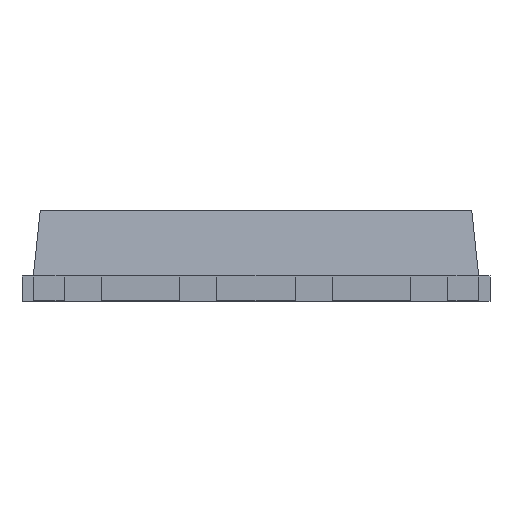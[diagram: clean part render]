
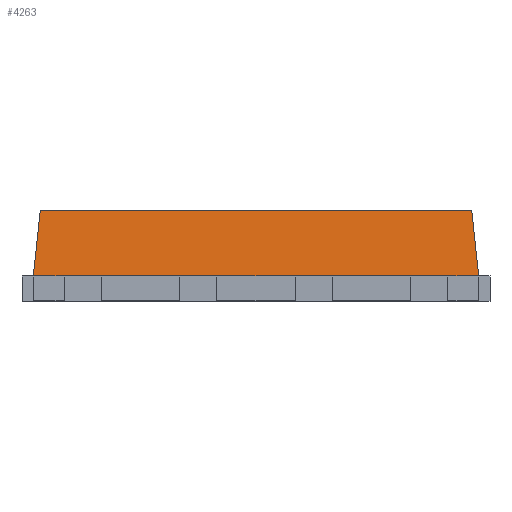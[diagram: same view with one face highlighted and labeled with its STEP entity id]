
A CAD part, front view. The second image highlights one B-rep face of the part: STEP entity #4263.
In plain terms, the highlighted planar face has unit normal (0, -0.995, 0.104).
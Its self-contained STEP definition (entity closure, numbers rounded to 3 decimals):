
#429=FACE_OUTER_BOUND('',#672,.T.);
#672=EDGE_LOOP('',(#3414,#3415,#3416,#3417,#3418,#3419,#3420,#3421,#3422,
#3423,#3424,#3425));
#988=LINE('',#7151,#1419);
#1000=LINE('',#7178,#1431);
#1004=LINE('',#7186,#1435);
#1005=LINE('',#7189,#1436);
#1006=LINE('',#7191,#1437);
#1007=LINE('',#7193,#1438);
#1008=LINE('',#7195,#1439);
#1009=LINE('',#7197,#1440);
#1010=LINE('',#7199,#1441);
#1011=LINE('',#7201,#1442);
#1012=LINE('',#7203,#1443);
#1013=LINE('',#7204,#1444);
#1419=VECTOR('',#4903,10.);
#1431=VECTOR('',#4927,10.);
#1435=VECTOR('',#4933,10.);
#1436=VECTOR('',#4936,10.);
#1437=VECTOR('',#4937,10.);
#1438=VECTOR('',#4938,10.);
#1439=VECTOR('',#4939,10.);
#1440=VECTOR('',#4940,10.);
#1441=VECTOR('',#4941,10.);
#1442=VECTOR('',#4942,10.);
#1443=VECTOR('',#4943,10.);
#1444=VECTOR('',#4944,10.);
#1875=VERTEX_POINT('',#7148);
#1876=VERTEX_POINT('',#7150);
#1883=VERTEX_POINT('',#7172);
#1888=VERTEX_POINT('',#7184);
#1889=VERTEX_POINT('',#7188);
#1890=VERTEX_POINT('',#7190);
#1891=VERTEX_POINT('',#7192);
#1892=VERTEX_POINT('',#7194);
#1893=VERTEX_POINT('',#7196);
#1894=VERTEX_POINT('',#7198);
#1895=VERTEX_POINT('',#7200);
#1896=VERTEX_POINT('',#7202);
#2398=EDGE_CURVE('',#1876,#1875,#988,.T.);
#2410=EDGE_CURVE('',#1883,#1876,#1000,.T.);
#2414=EDGE_CURVE('',#1888,#1875,#1004,.T.);
#2415=EDGE_CURVE('',#1888,#1889,#1005,.T.);
#2416=EDGE_CURVE('',#1889,#1890,#1006,.T.);
#2417=EDGE_CURVE('',#1890,#1891,#1007,.T.);
#2418=EDGE_CURVE('',#1891,#1892,#1008,.T.);
#2419=EDGE_CURVE('',#1892,#1893,#1009,.T.);
#2420=EDGE_CURVE('',#1893,#1894,#1010,.T.);
#2421=EDGE_CURVE('',#1894,#1895,#1011,.T.);
#2422=EDGE_CURVE('',#1895,#1896,#1012,.T.);
#2423=EDGE_CURVE('',#1896,#1883,#1013,.T.);
#3414=ORIENTED_EDGE('',*,*,#2398,.T.);
#3415=ORIENTED_EDGE('',*,*,#2414,.F.);
#3416=ORIENTED_EDGE('',*,*,#2415,.T.);
#3417=ORIENTED_EDGE('',*,*,#2416,.T.);
#3418=ORIENTED_EDGE('',*,*,#2417,.T.);
#3419=ORIENTED_EDGE('',*,*,#2418,.T.);
#3420=ORIENTED_EDGE('',*,*,#2419,.T.);
#3421=ORIENTED_EDGE('',*,*,#2420,.T.);
#3422=ORIENTED_EDGE('',*,*,#2421,.T.);
#3423=ORIENTED_EDGE('',*,*,#2422,.T.);
#3424=ORIENTED_EDGE('',*,*,#2423,.T.);
#3425=ORIENTED_EDGE('',*,*,#2410,.T.);
#3840=PLANE('',#4433);
#4263=ADVANCED_FACE('',(#429),#3840,.T.);
#4433=AXIS2_PLACEMENT_3D('',#7187,#4934,#4935);
#4903=DIRECTION('',(-1.,0.,0.));
#4927=DIRECTION('',(-0.104,0.104,0.989));
#4933=DIRECTION('',(0.104,0.104,0.989));
#4934=DIRECTION('center_axis',(0.,-0.995,
0.105));
#4935=DIRECTION('ref_axis',(0.,-0.105,-0.995));
#4936=DIRECTION('',(1.,0.,0.));
#4937=DIRECTION('',(1.,0.,0.));
#4938=DIRECTION('',(1.,0.,0.));
#4939=DIRECTION('',(1.,0.,0.));
#4940=DIRECTION('',(1.,0.,0.));
#4941=DIRECTION('',(1.,0.,0.));
#4942=DIRECTION('',(1.,0.,0.));
#4943=DIRECTION('',(1.,0.,0.));
#4944=DIRECTION('',(1.,0.,0.));
#7148=CARTESIAN_POINT('',(-2.374,-2.874,1.));
#7150=CARTESIAN_POINT('',(2.374,-2.874,1.));
#7151=CARTESIAN_POINT('',(1.225,-2.874,1.));
#7172=CARTESIAN_POINT('',(2.45,-2.95,0.28));
#7178=CARTESIAN_POINT('',(2.45,-2.95,0.28));
#7184=CARTESIAN_POINT('',(-2.45,-2.95,0.28));
#7186=CARTESIAN_POINT('',(-2.45,-2.95,0.28));
#7187=CARTESIAN_POINT('Origin',(1.225,-2.912,0.64));
#7188=CARTESIAN_POINT('',(-2.11,-2.95,0.28));
#7189=CARTESIAN_POINT('',(1.225,-2.95,0.28));
#7190=CARTESIAN_POINT('',(-1.7,-2.95,0.28));
#7191=CARTESIAN_POINT('',(0.272,-2.95,0.28));
#7192=CARTESIAN_POINT('',(-0.84,-2.95,0.28));
#7193=CARTESIAN_POINT('',(1.225,-2.95,0.28));
#7194=CARTESIAN_POINT('',(-0.43,-2.95,0.28));
#7195=CARTESIAN_POINT('',(0.908,-2.95,0.28));
#7196=CARTESIAN_POINT('',(0.43,-2.95,0.28));
#7197=CARTESIAN_POINT('',(1.225,-2.95,0.28));
#7198=CARTESIAN_POINT('',(0.84,-2.95,0.28));
#7199=CARTESIAN_POINT('',(1.543,-2.95,0.28));
#7200=CARTESIAN_POINT('',(1.7,-2.95,0.28));
#7201=CARTESIAN_POINT('',(1.225,-2.95,0.28));
#7202=CARTESIAN_POINT('',(2.11,-2.95,0.28));
#7203=CARTESIAN_POINT('',(2.178,-2.95,0.28));
#7204=CARTESIAN_POINT('',(1.225,-2.95,0.28));
